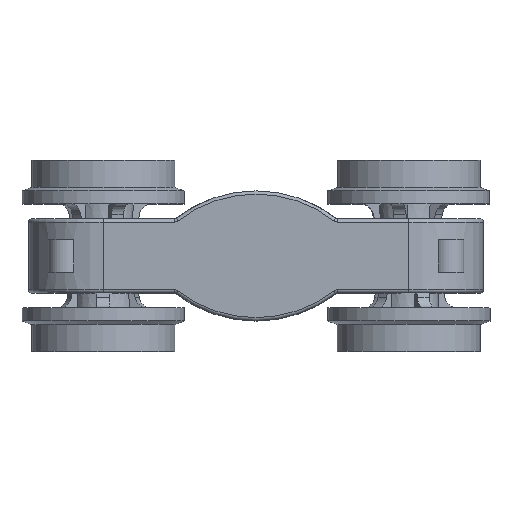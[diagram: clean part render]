
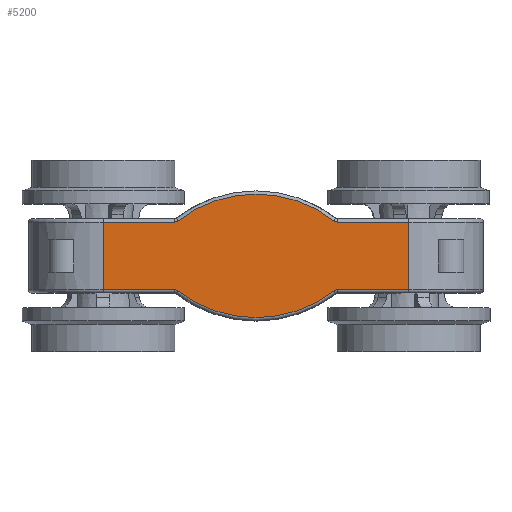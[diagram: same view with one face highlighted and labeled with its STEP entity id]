
A CAD part, top view. The second image highlights one B-rep face of the part: STEP entity #5200.
In plain terms, the highlighted planar face has unit normal (0, 0, 1).
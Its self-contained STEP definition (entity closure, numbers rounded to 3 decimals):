
#203=PLANE('',#5596);
#352=FACE_OUTER_BOUND('',#672,.T.);
#672=EDGE_LOOP('',(#3682,#3683,#3684,#3685,#3686,#3687,#3688,#3689,#3690,
#3691,#3692,#3693));
#1188=LINE('',#8217,#1614);
#1189=LINE('',#8225,#1615);
#1190=LINE('',#8227,#1616);
#1191=LINE('',#8229,#1617);
#1192=LINE('',#8237,#1618);
#1193=LINE('',#8238,#1619);
#1614=VECTOR('',#6415,10.);
#1615=VECTOR('',#6422,10.);
#1616=VECTOR('',#6423,10.);
#1617=VECTOR('',#6424,10.);
#1618=VECTOR('',#6431,10.);
#1619=VECTOR('',#6432,10.);
#1941=CIRCLE('',#5597,1.);
#1942=CIRCLE('',#5598,19.5);
#1943=CIRCLE('',#5599,1.);
#1944=CIRCLE('',#5600,1.);
#1945=CIRCLE('',#5601,19.5);
#1946=CIRCLE('',#5602,1.);
#2345=VERTEX_POINT('',#8215);
#2346=VERTEX_POINT('',#8216);
#2347=VERTEX_POINT('',#8218);
#2348=VERTEX_POINT('',#8220);
#2349=VERTEX_POINT('',#8222);
#2350=VERTEX_POINT('',#8224);
#2351=VERTEX_POINT('',#8226);
#2352=VERTEX_POINT('',#8228);
#2353=VERTEX_POINT('',#8230);
#2354=VERTEX_POINT('',#8232);
#2355=VERTEX_POINT('',#8234);
#2356=VERTEX_POINT('',#8236);
#2866=EDGE_CURVE('',#2345,#2346,#1188,.T.);
#2867=EDGE_CURVE('',#2347,#2345,#1941,.T.);
#2868=EDGE_CURVE('',#2348,#2347,#1942,.T.);
#2869=EDGE_CURVE('',#2349,#2348,#1943,.T.);
#2870=EDGE_CURVE('',#2350,#2349,#1189,.T.);
#2871=EDGE_CURVE('',#2350,#2351,#1190,.T.);
#2872=EDGE_CURVE('',#2352,#2351,#1191,.T.);
#2873=EDGE_CURVE('',#2353,#2352,#1944,.T.);
#2874=EDGE_CURVE('',#2354,#2353,#1945,.T.);
#2875=EDGE_CURVE('',#2355,#2354,#1946,.T.);
#2876=EDGE_CURVE('',#2356,#2355,#1192,.T.);
#2877=EDGE_CURVE('',#2356,#2346,#1193,.T.);
#3682=ORIENTED_EDGE('',*,*,#2866,.F.);
#3683=ORIENTED_EDGE('',*,*,#2867,.F.);
#3684=ORIENTED_EDGE('',*,*,#2868,.F.);
#3685=ORIENTED_EDGE('',*,*,#2869,.F.);
#3686=ORIENTED_EDGE('',*,*,#2870,.F.);
#3687=ORIENTED_EDGE('',*,*,#2871,.T.);
#3688=ORIENTED_EDGE('',*,*,#2872,.F.);
#3689=ORIENTED_EDGE('',*,*,#2873,.F.);
#3690=ORIENTED_EDGE('',*,*,#2874,.F.);
#3691=ORIENTED_EDGE('',*,*,#2875,.F.);
#3692=ORIENTED_EDGE('',*,*,#2876,.F.);
#3693=ORIENTED_EDGE('',*,*,#2877,.T.);
#5200=ADVANCED_FACE('',(#352),#203,.T.);
#5596=AXIS2_PLACEMENT_3D('',#8214,#6413,#6414);
#5597=AXIS2_PLACEMENT_3D('',#8219,#6416,#6417);
#5598=AXIS2_PLACEMENT_3D('',#8221,#6418,#6419);
#5599=AXIS2_PLACEMENT_3D('',#8223,#6420,#6421);
#5600=AXIS2_PLACEMENT_3D('',#8231,#6425,#6426);
#5601=AXIS2_PLACEMENT_3D('',#8233,#6427,#6428);
#5602=AXIS2_PLACEMENT_3D('',#8235,#6429,#6430);
#6413=DIRECTION('center_axis',(0.,0.,1.));
#6414=DIRECTION('ref_axis',(1.,0.,0.));
#6415=DIRECTION('',(1.,0.,0.));
#6416=DIRECTION('center_axis',(0.,0.,1.));
#6417=DIRECTION('ref_axis',(-0.324,-0.946,0.));
#6418=DIRECTION('center_axis',(0.,0.,-1.));
#6419=DIRECTION('ref_axis',(0.,1.,0.));
#6420=DIRECTION('center_axis',(0.,0.,1.));
#6421=DIRECTION('ref_axis',(0.324,-0.946,0.));
#6422=DIRECTION('',(1.,0.,0.));
#6423=DIRECTION('',(0.,-1.,0.));
#6424=DIRECTION('',(-1.,0.,0.));
#6425=DIRECTION('center_axis',(0.,0.,1.));
#6426=DIRECTION('ref_axis',(0.324,0.946,0.));
#6427=DIRECTION('center_axis',(0.,0.,-1.));
#6428=DIRECTION('ref_axis',(0.,-1.,0.));
#6429=DIRECTION('center_axis',(0.,0.,1.));
#6430=DIRECTION('ref_axis',(-0.324,0.946,0.));
#6431=DIRECTION('',(-1.,0.,0.));
#6432=DIRECTION('',(0.,1.,0.));
#8214=CARTESIAN_POINT('Origin',(0.,0.,11.5));
#8215=CARTESIAN_POINT('',(12.562,5.2,11.5));
#8216=CARTESIAN_POINT('',(23.5,5.2,11.5));
#8217=CARTESIAN_POINT('',(7.725,5.2,11.5));
#8218=CARTESIAN_POINT('',(11.949,5.41,11.5));
#8219=CARTESIAN_POINT('Origin',(12.562,6.2,11.5));
#8220=CARTESIAN_POINT('',(-11.949,5.41,11.5));
#8221=CARTESIAN_POINT('Origin',(0.,-10.,11.5));
#8222=CARTESIAN_POINT('',(-12.562,5.2,11.5));
#8223=CARTESIAN_POINT('Origin',(-12.562,6.2,11.5));
#8224=CARTESIAN_POINT('',(-23.5,5.2,11.5));
#8225=CARTESIAN_POINT('',(-7.725,5.2,11.5));
#8226=CARTESIAN_POINT('',(-23.5,-5.2,11.5));
#8227=CARTESIAN_POINT('',(-23.5,0.,11.5));
#8228=CARTESIAN_POINT('',(-12.562,-5.2,11.5));
#8229=CARTESIAN_POINT('',(-7.725,-5.2,11.5));
#8230=CARTESIAN_POINT('',(-11.949,-5.41,11.5));
#8231=CARTESIAN_POINT('Origin',(-12.562,-6.2,11.5));
#8232=CARTESIAN_POINT('',(11.949,-5.41,11.5));
#8233=CARTESIAN_POINT('Origin',(0.,10.,11.5));
#8234=CARTESIAN_POINT('',(12.562,-5.2,11.5));
#8235=CARTESIAN_POINT('Origin',(12.562,-6.2,11.5));
#8236=CARTESIAN_POINT('',(23.5,-5.2,11.5));
#8237=CARTESIAN_POINT('',(7.725,-5.2,11.5));
#8238=CARTESIAN_POINT('',(23.5,0.,11.5));
